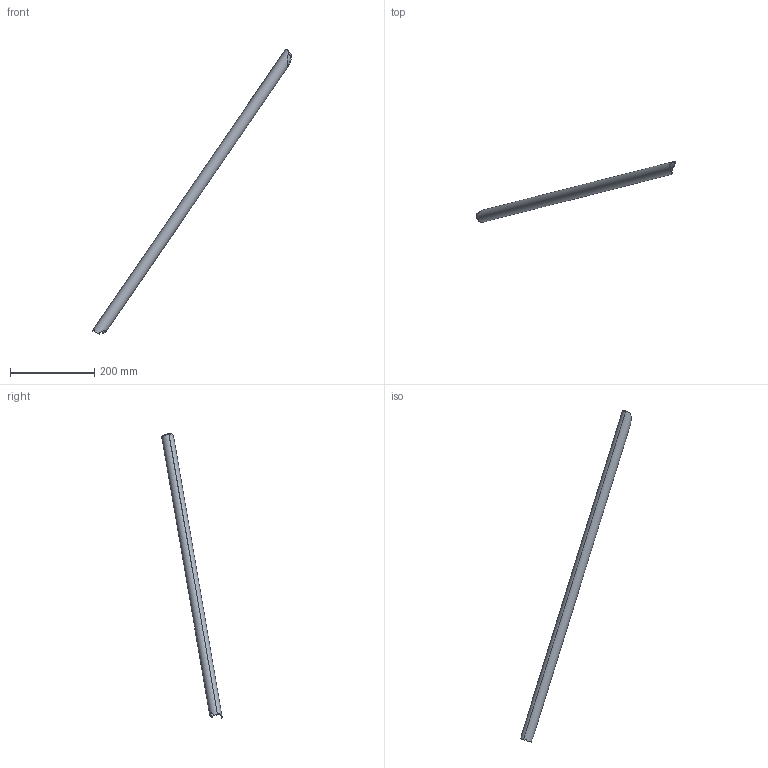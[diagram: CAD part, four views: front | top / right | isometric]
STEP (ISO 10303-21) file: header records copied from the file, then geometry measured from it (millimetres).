
FILE_DESCRIPTION(('STEP AP214'),'1');
FILE_NAME('64.stp','2019-12-01T22:26:45',(' '),(' '),'Spatial InterOp 3D',' ',' ');
FILE_SCHEMA(('AUTOMOTIVE_DESIGN { 1 0 10303 214 1 1 1 1 }'));
Length unit declared in the file: metre
Products named in the file (1): PartBody/Trim.2
Bounding box: 472.04 x 142.79 x 674.61 mm (x, y, z)
Volume: 99335.6 mm3; surface area: 132950.6 mm2
Topology: 1 solids, 1 shells, 13 faces, 38 edges, 25 vertices
Faces by surface type: cylinder 11, plane 2
Entity records: 1219 total; most frequent: CARTESIAN_POINT 636, ORIENTED_EDGE 76, STYLED_ITEM 45, PRESENTATION_STYLE_ASSIGNMENT 45, COLOUR_RGB 45, DIRECTION 41, EDGE_CURVE 38, CURVE_STYLE 31
